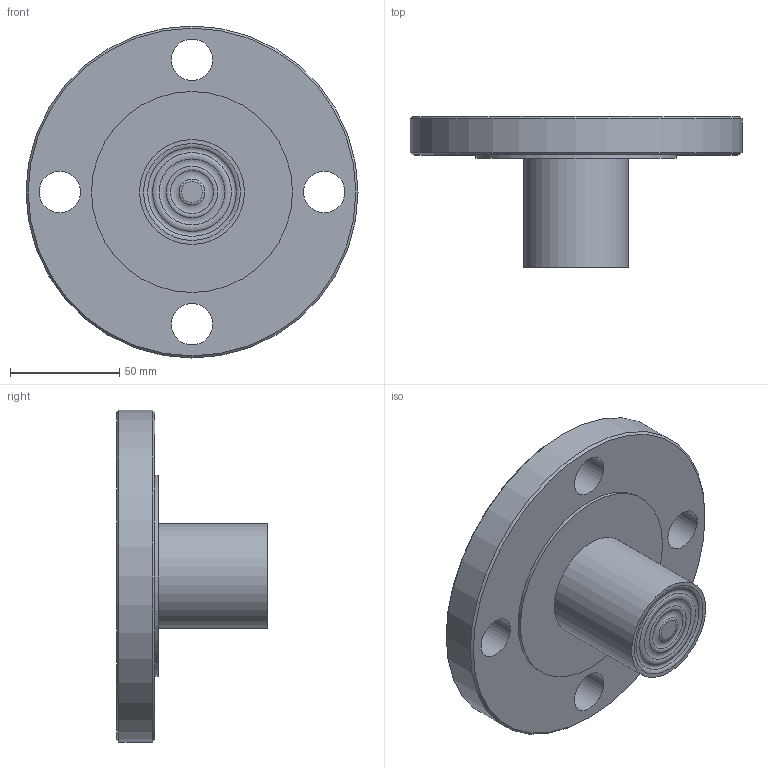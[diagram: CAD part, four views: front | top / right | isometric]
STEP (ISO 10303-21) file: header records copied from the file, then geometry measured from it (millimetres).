
FILE_DESCRIPTION(/* description */ (''),/* implementation_level */ '2;1');
FILE_NAME(/* name */ '31929W.stp',/* time_stamp */ '2018-02-06T11:32:26+01:00',/* author */ ('acgl'),/* organization */ (''),/* preprocessor_version */ 'ST-DEVELOPER v15.6',/* originating_system */ 'Autodesk Inventor 2015',/* authorisation */ '');
FILE_SCHEMA (('AUTOMOTIVE_DESIGN { 1 0 10303 214 3 1 1 }'));
Length unit declared in the file: millimetre
Products named in the file (1): A0012935
Bounding box: 152 x 69 x 152 mm (x, y, z)
Volume: 395881.1 mm3; surface area: 54914.8 mm2
Topology: 1 solids, 1 shells, 27 faces, 49 edges, 30 vertices
Faces by surface type: cylinder 10, plane 8, torus 7, cone 2
Full cylindrical faces by diameter (mm): 4 x1, 5.5 x1, 10.1 x1, 19 x4, 48 x1, 92 x1, 152 x1
Entity records: 614 total; most frequent: DIRECTION 116, CARTESIAN_POINT 88, EDGE_LOOP 60, ORIENTED_EDGE 60, AXIS2_PLACEMENT_3D 58, FACE_BOUND 33, CIRCLE 30, VERTEX_POINT 30
